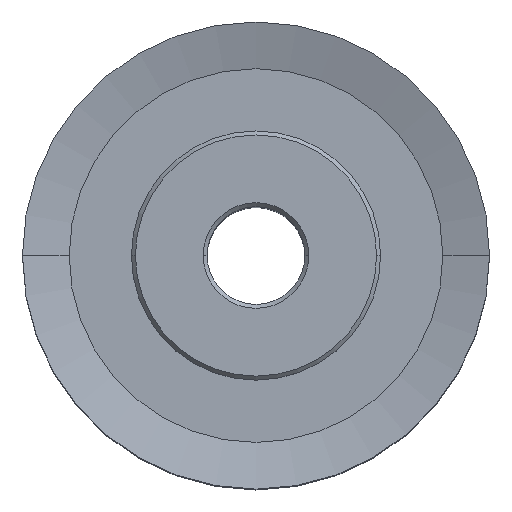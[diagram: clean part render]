
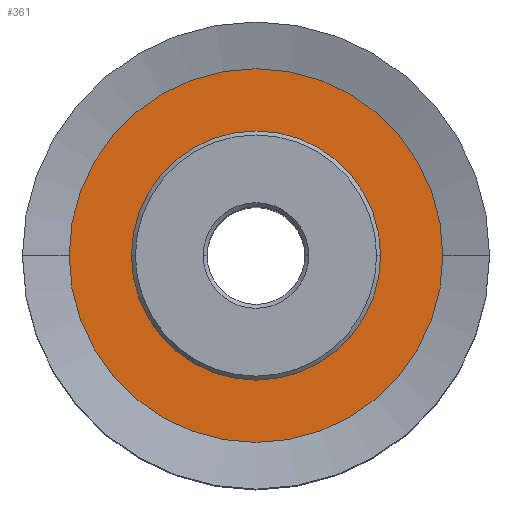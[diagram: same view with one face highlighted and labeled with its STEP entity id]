
A CAD part, top view. The second image highlights one B-rep face of the part: STEP entity #361.
In plain terms, the highlighted planar face has unit normal (0, 0, 1).
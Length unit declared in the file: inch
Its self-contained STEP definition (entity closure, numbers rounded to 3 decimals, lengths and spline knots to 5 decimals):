
#52 = CARTESIAN_POINT ( 'NONE',  ( -0.23622, 0., 0.30512 ) ) ;
#94 = AXIS2_PLACEMENT_3D ( 'NONE', #3438, #1906, #2718 ) ;
#187 = ORIENTED_EDGE ( 'NONE', *, *, #1789, .T. ) ;
#210 = EDGE_LOOP ( 'NONE', ( #409, #187 ) ) ;
#219 = FACE_BOUND ( 'NONE', #406, .T. ) ;
#222 = CIRCLE ( 'NONE', #2386, 0.15748 ) ;
#361 = ADVANCED_FACE ( 'NONE', ( #219, #482 ), #1037, .F. ) ;
#406 = EDGE_LOOP ( 'NONE', ( #1006, #3477 ) ) ;
#409 = ORIENTED_EDGE ( 'NONE', *, *, #1087, .T. ) ;
#482 = FACE_OUTER_BOUND ( 'NONE', #210, .T. ) ;
#654 = EDGE_CURVE ( 'NONE', #1711, #3157, #920, .T. ) ;
#681 = DIRECTION ( 'NONE',  ( 1., 0., 0. ) ) ;
#734 = CARTESIAN_POINT ( 'NONE',  ( -0.15748, 0., 0.30512 ) ) ;
#848 = VERTEX_POINT ( 'NONE', #52 ) ;
#870 = DIRECTION ( 'NONE',  ( 0., 0., 1. ) ) ;
#886 = CARTESIAN_POINT ( 'NONE',  ( 0.15748, 0., 0.30512 ) ) ;
#920 = CIRCLE ( 'NONE', #1045, 0.15748 ) ;
#1006 = ORIENTED_EDGE ( 'NONE', *, *, #654, .F. ) ;
#1037 = PLANE ( 'NONE',  #2514 ) ;
#1045 = AXIS2_PLACEMENT_3D ( 'NONE', #2059, #3180, #681 ) ;
#1075 = DIRECTION ( 'NONE',  ( 0., 0., -1. ) ) ;
#1087 = EDGE_CURVE ( 'NONE', #2897, #848, #1845, .T. ) ;
#1175 = AXIS2_PLACEMENT_3D ( 'NONE', #1485, #870, #2542 ) ;
#1356 = EDGE_CURVE ( 'NONE', #3157, #1711, #222, .T. ) ;
#1485 = CARTESIAN_POINT ( 'NONE',  ( 0., 0., 0.30512 ) ) ;
#1711 = VERTEX_POINT ( 'NONE', #886 ) ;
#1789 = EDGE_CURVE ( 'NONE', #848, #2897, #3619, .T. ) ;
#1845 = CIRCLE ( 'NONE', #94, 0.23622 ) ;
#1906 = DIRECTION ( 'NONE',  ( 0., 0., 1. ) ) ;
#2059 = CARTESIAN_POINT ( 'NONE',  ( 0., 0., 0.30512 ) ) ;
#2175 = DIRECTION ( 'NONE',  ( -1., 0., 0. ) ) ;
#2250 = DIRECTION ( 'NONE',  ( 0., 0., 1. ) ) ;
#2386 = AXIS2_PLACEMENT_3D ( 'NONE', #2532, #2250, #3376 ) ;
#2488 = CARTESIAN_POINT ( 'NONE',  ( 0., 0.15748, 0.30512 ) ) ;
#2514 = AXIS2_PLACEMENT_3D ( 'NONE', #2488, #1075, #2175 ) ;
#2532 = CARTESIAN_POINT ( 'NONE',  ( 0., 0., 0.30512 ) ) ;
#2542 = DIRECTION ( 'NONE',  ( 1., 0., 0. ) ) ;
#2718 = DIRECTION ( 'NONE',  ( 1., 0., 0. ) ) ;
#2897 = VERTEX_POINT ( 'NONE', #2969 ) ;
#2969 = CARTESIAN_POINT ( 'NONE',  ( 0.23622, 0., 0.30512 ) ) ;
#3157 = VERTEX_POINT ( 'NONE', #734 ) ;
#3180 = DIRECTION ( 'NONE',  ( 0., 0., 1. ) ) ;
#3376 = DIRECTION ( 'NONE',  ( 1., 0., 0. ) ) ;
#3438 = CARTESIAN_POINT ( 'NONE',  ( 0., 0., 0.30512 ) ) ;
#3477 = ORIENTED_EDGE ( 'NONE', *, *, #1356, .F. ) ;
#3619 = CIRCLE ( 'NONE', #1175, 0.23622 ) ;
